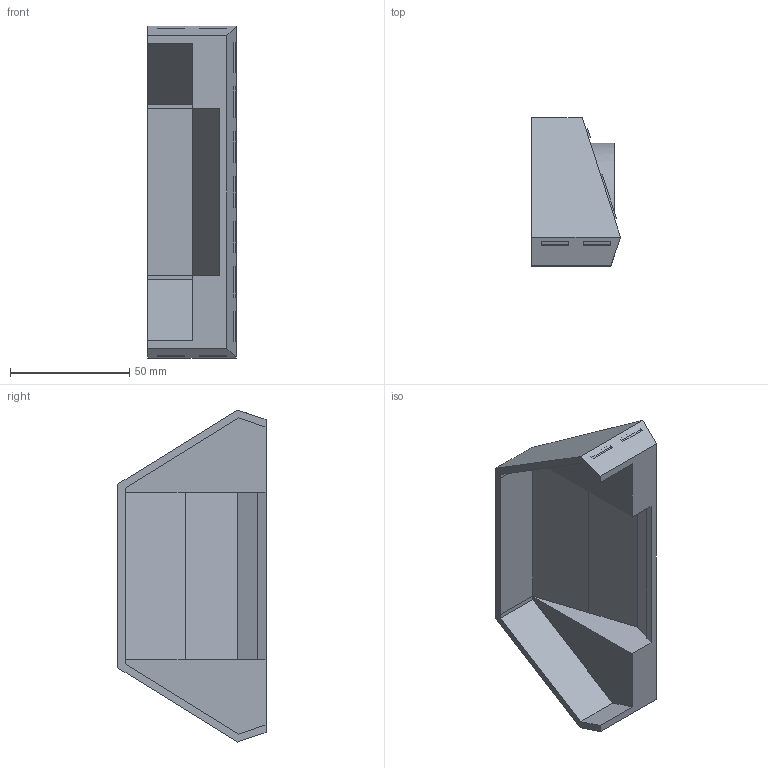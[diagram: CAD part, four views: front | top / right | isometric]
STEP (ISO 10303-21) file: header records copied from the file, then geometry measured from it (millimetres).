
FILE_DESCRIPTION(/* description */ (''),/* implementation_level */ '2;1');
FILE_NAME(/* name */ '71a89fdd-ae8b-4387-b24c-9a7cfa3ead4a.stp',/* time_stamp */ '2025-12-12T15:06:42Z',/* author */ (''),/* organization */ (''),/* preprocessor_version */ 'ST-DEVELOPER v20.1',/* originating_system */ 'Autodesk Translation Framework v14.24.0.0',/* authorisation */ '');
FILE_SCHEMA (('AUTOMOTIVE_DESIGN { 1 0 10303 214 3 1 1 }'));
Length unit declared in the file: millimetre
Products named in the file (1): Pata
Bounding box: 37.22 x 62 x 139.03 mm (x, y, z)
Volume: 69055.8 mm3; surface area: 28322.8 mm2
Topology: 1 solids, 1 shells, 106 faces, 259 edges, 172 vertices
Faces by surface type: plane 103, cylinder 3
Entity records: 3075 total; most frequent: CARTESIAN_POINT 538, ORIENTED_EDGE 518, DIRECTION 479, EDGE_CURVE 259, LINE 253, VECTOR 253, VERTEX_POINT 172, EDGE_LOOP 123
